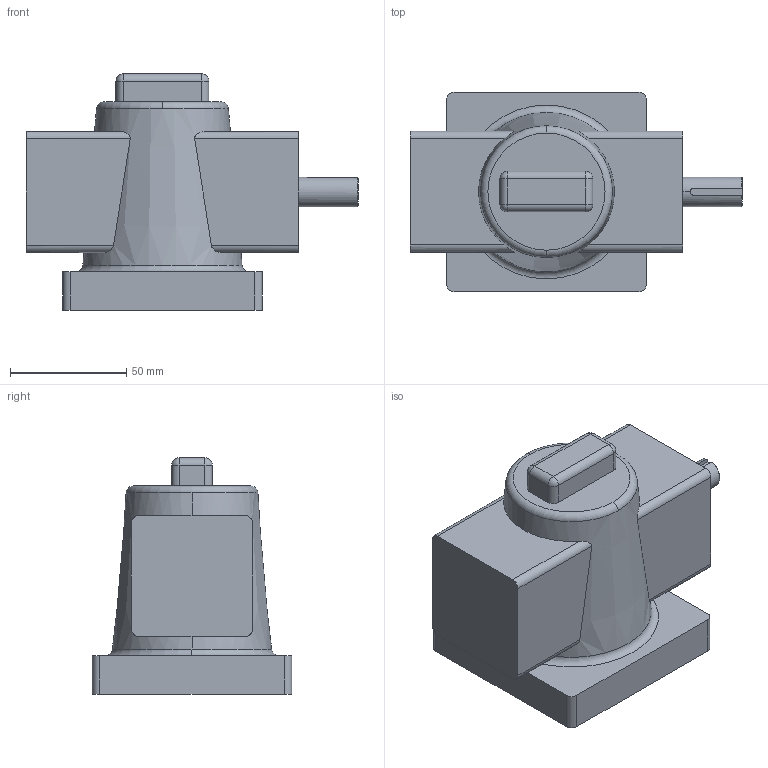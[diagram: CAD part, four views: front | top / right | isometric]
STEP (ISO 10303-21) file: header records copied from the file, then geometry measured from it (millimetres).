
FILE_DESCRIPTION (( 'STEP AP203' ), '1' );
FILE_NAME ('Diff_RA 1.step', '2010-12-13T05:54:00', ( '' ), ( '' ), 'SwSTEP 2.0', 'SolidWorks 2010', '' );
FILE_SCHEMA (( 'CONFIG_CONTROL_DESIGN' ));
Length unit declared in the file: inch
Products named in the file (1): Diff_RA 1
Bounding box: 142.75 x 85.85 x 101.6 mm (x, y, z)
Volume: 527216.4 mm3; surface area: 48894 mm2
Topology: 1 solids, 1 shells, 61 faces, 157 edges, 97 vertices
Faces by surface type: plane 26, cylinder 24, torus 4, sphere 4, cone 3
Entity records: 2071 total; most frequent: CARTESIAN_POINT 508, DIRECTION 322, ORIENTED_EDGE 306, EDGE_CURVE 153, AXIS2_PLACEMENT_3D 123, VERTEX_POINT 97, VECTOR 76, LINE 76
